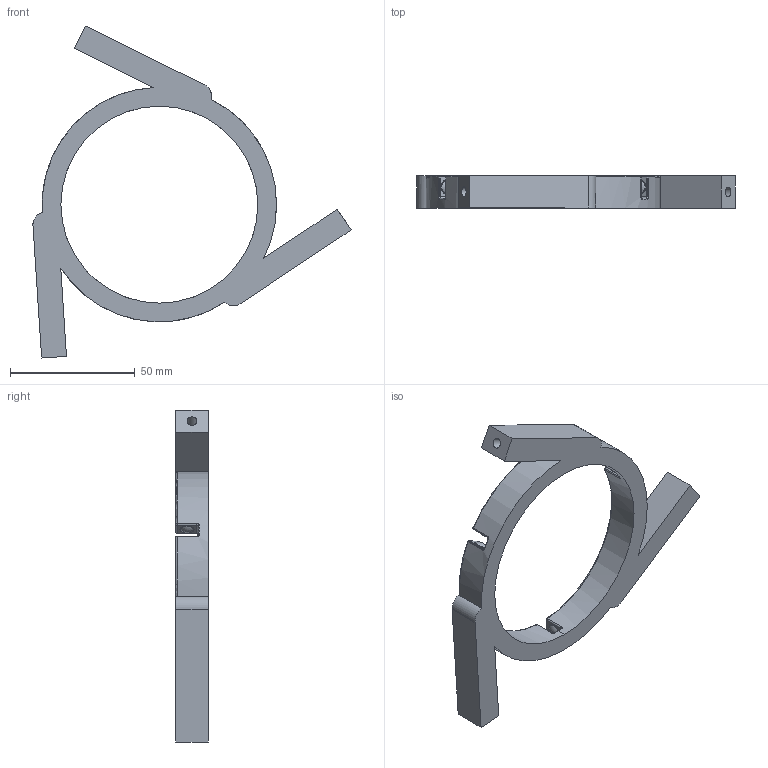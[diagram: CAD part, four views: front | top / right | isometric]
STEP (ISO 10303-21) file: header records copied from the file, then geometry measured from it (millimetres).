
FILE_DESCRIPTION( ('This file contains a STEP AP42 implementation' ,'as created by ZW3D STEP Interface translator.' ,'') ,'2;1' );
FILE_NAME( 'ƽ̨80mm_.stp' ,'25 1 6.215021', (''), ('ZWCAD Software Co.'), 'Version 1.0', 'ZW3D to STEP translator', '' );
FILE_SCHEMA(('AUTOMOTIVE_DESIGN { 1 0 10303 214 1 1 1 1 }'));
Length unit declared in the file: millimetre
Products named in the file (1): 0
Bounding box: 127.56 x 13 x 133.15 mm (x, y, z)
Volume: 44011.6 mm3; surface area: 17830.6 mm2
Topology: 1 solids, 1 shells, 133 faces, 326 edges, 221 vertices
Faces by surface type: cylinder 39, torus 28, plane 28, sphere 26, bspline 12
Full cylindrical faces by diameter (mm): 3.9 x3
Entity records: 4483 total; most frequent: CARTESIAN_POINT 1176, DIRECTION 718, ORIENTED_EDGE 616, EDGE_CURVE 308, AXIS2_PLACEMENT_3D 302, VERTEX_POINT 185, CIRCLE 182, EDGE_LOOP 143
